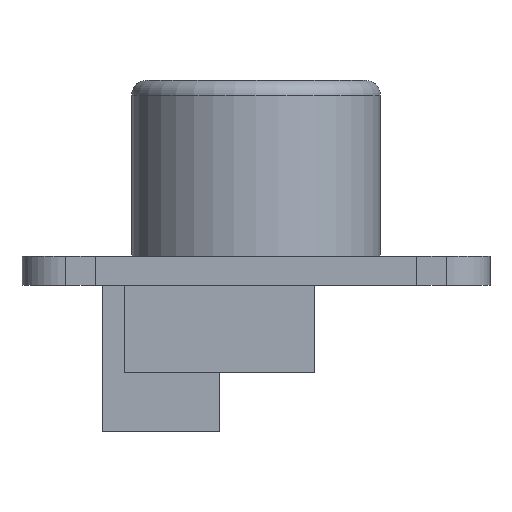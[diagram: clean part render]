
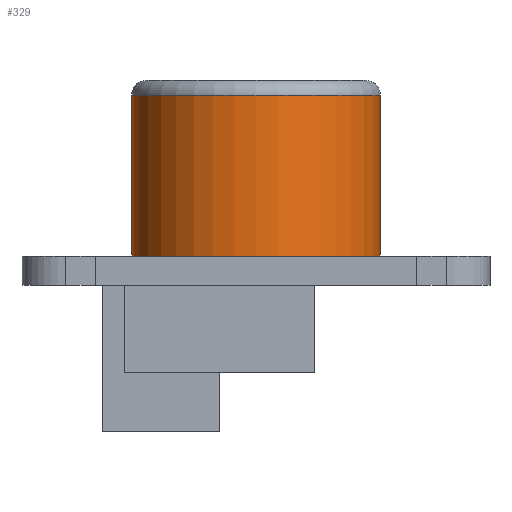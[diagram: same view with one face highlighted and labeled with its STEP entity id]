
A CAD part, front view. The second image highlights one B-rep face of the part: STEP entity #329.
In plain terms, the highlighted cylindrical face has radius 8.5 mm (diameter 17 mm), a partial arc.
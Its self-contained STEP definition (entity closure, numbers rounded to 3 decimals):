
#11 = AXIS2_PLACEMENT_3D ( 'NONE', #606, #509, #1134 ) ;
#35 = VECTOR ( 'NONE', #708, 1000. ) ;
#67 = EDGE_LOOP ( 'NONE', ( #656, #870, #207, #670 ) ) ;
#68 = VERTEX_POINT ( 'NONE', #847 ) ;
#92 = CARTESIAN_POINT ( 'NONE',  ( 0., 0., 11. ) ) ;
#207 = ORIENTED_EDGE ( 'NONE', *, *, #305, .T. ) ;
#242 = CARTESIAN_POINT ( 'NONE',  ( -8.5, 0., 11. ) ) ;
#253 = VERTEX_POINT ( 'NONE', #242 ) ;
#305 = EDGE_CURVE ( 'NONE', #253, #68, #1097, .T. ) ;
#311 = DIRECTION ( 'NONE',  ( -1., 0., 0. ) ) ;
#329 = ADVANCED_FACE ( 'NONE', ( #1069 ), #866, .T. ) ;
#333 = AXIS2_PLACEMENT_3D ( 'NONE', #487, #672, #311 ) ;
#334 = CARTESIAN_POINT ( 'NONE',  ( 8.5, 0., 12. ) ) ;
#351 = AXIS2_PLACEMENT_3D ( 'NONE', #92, #970, #1050 ) ;
#372 = VERTEX_POINT ( 'NONE', #882 ) ;
#461 = LINE ( 'NONE', #334, #1026 ) ;
#471 = VERTEX_POINT ( 'NONE', #1065 ) ;
#487 = CARTESIAN_POINT ( 'NONE',  ( 0., 0., 0. ) ) ;
#509 = DIRECTION ( 'NONE',  ( 0., 0., -1. ) ) ;
#606 = CARTESIAN_POINT ( 'NONE',  ( 0., 0., 12. ) ) ;
#656 = ORIENTED_EDGE ( 'NONE', *, *, #900, .F. ) ;
#665 = EDGE_CURVE ( 'NONE', #471, #68, #1117, .T. ) ;
#670 = ORIENTED_EDGE ( 'NONE', *, *, #665, .F. ) ;
#672 = DIRECTION ( 'NONE',  ( 0., 0., -1. ) ) ;
#708 = DIRECTION ( 'NONE',  ( 0., 0., -1. ) ) ;
#807 = CIRCLE ( 'NONE', #351, 8.5 ) ;
#847 = CARTESIAN_POINT ( 'NONE',  ( -8.5, 0., 0. ) ) ;
#866 = CYLINDRICAL_SURFACE ( 'NONE', #11, 8.5 ) ;
#870 = ORIENTED_EDGE ( 'NONE', *, *, #937, .T. ) ;
#882 = CARTESIAN_POINT ( 'NONE',  ( 8.5, 0., 11. ) ) ;
#900 = EDGE_CURVE ( 'NONE', #372, #471, #461, .T. ) ;
#937 = EDGE_CURVE ( 'NONE', #372, #253, #807, .T. ) ;
#964 = DIRECTION ( 'NONE',  ( 0., 0., -1. ) ) ;
#970 = DIRECTION ( 'NONE',  ( 0., 0., -1. ) ) ;
#1026 = VECTOR ( 'NONE', #964, 1000. ) ;
#1050 = DIRECTION ( 'NONE',  ( 1., 0., 0. ) ) ;
#1051 = CARTESIAN_POINT ( 'NONE',  ( -8.5, 0., 12. ) ) ;
#1065 = CARTESIAN_POINT ( 'NONE',  ( 8.5, 0., 0. ) ) ;
#1069 = FACE_OUTER_BOUND ( 'NONE', #67, .T. ) ;
#1097 = LINE ( 'NONE', #1051, #35 ) ;
#1117 = CIRCLE ( 'NONE', #333, 8.5 ) ;
#1134 = DIRECTION ( 'NONE',  ( -1., 0., 0. ) ) ;
